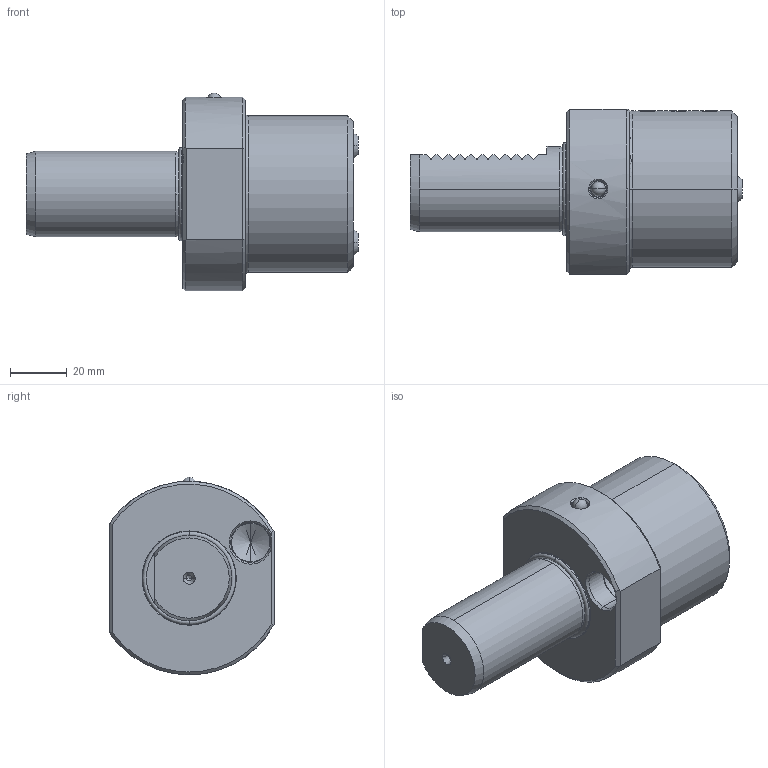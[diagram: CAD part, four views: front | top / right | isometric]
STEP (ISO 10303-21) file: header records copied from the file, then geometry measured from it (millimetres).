
FILE_DESCRIPTION (( 'STEP AP203' ), '1' );
FILE_NAME ('309.52.16.STEP', '2016-11-26T06:47:19', ( '' ), ( '' ), 'SwSTEP 2.0', 'SolidWorks 2012', '' );
FILE_SCHEMA (( 'CONFIG_CONTROL_DESIGN' ));
Length unit declared in the file: millimetre
Products named in the file (8): 309.52.16; 管螺文螺絲; 皿頭_M4xP0.7x8L; 6止水鉚珠; 2-44100006N4出水銅嘴; VDI30        E2_16; M8xP1.25x16L; O型環
Assembly tree (11 placements, depth 2):
  309.52.16
    VDI30        E2_16
    M8xP1.25x16L  x3
    O型環
    管螺文螺絲
    皿頭_M4xP0.7x8L  x2
    2-44100006N4出水銅嘴  x2
    6止水鉚珠
Bounding box: 116.6 x 58 x 69.46 mm (x, y, z)
Volume: 182815.8 mm3; surface area: 36404.9 mm2
Topology: 12 solids, 12 shells, 713 faces, 1924 edges, 1224 vertices
Faces by surface type: cylinder 339, cone 190, plane 113, bspline 51, torus 14, sphere 6
Entity records: 57967 total; most frequent: CARTESIAN_POINT 44673, ORIENTED_EDGE 3012, DIRECTION 2140, EDGE_CURVE 1506, VERTEX_POINT 957, AXIS2_PLACEMENT_3D 802, EDGE_LOOP 597, FACE_OUTER_BOUND 571
